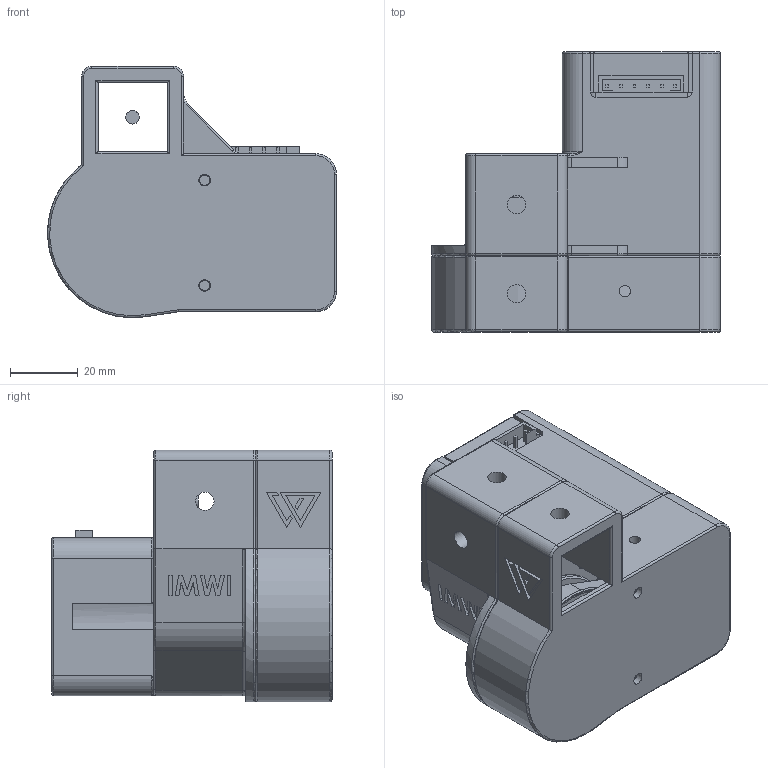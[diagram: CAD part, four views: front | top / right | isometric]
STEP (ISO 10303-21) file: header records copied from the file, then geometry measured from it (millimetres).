
FILE_DESCRIPTION(/* description */ (''),/* implementation_level */ '2;1');
FILE_NAME(/* name */ 'Gear Box.step',/* time_stamp */ '2023-01-22T10:54:15+05:30',/* author */ (''),/* organization */ (''),/* preprocessor_version */ 'ST-DEVELOPER v19.2',/* originating_system */ 'Autodesk Translation Framework v11.17.0.187',/* authorisation */ '');
FILE_SCHEMA (('AUTOMOTIVE_DESIGN { 1 0 10303 214 3 1 1 }'));
Length unit declared in the file: millimetre
Products named in the file (9): Stand_New; GearBox 3_1 v2; Gear Box; GT2_60T_8; GT2_20T_5_____________1; Belt3-4^GearBox 3_1; Gear Box Lib; Stepper 42x50; Bearing 8_16
Assembly tree (8 placements, depth 3):
  Stand_New
    GearBox 3_1 v2
      Gear Box
      GT2_60T_8
      GT2_20T_5_____________1
      Belt3-4^GearBox 3_1
      Gear Box Lib
      Stepper 42x50
      Bearing 8_16
Bounding box: 84.95 x 82.4 x 74 mm (x, y, z)
Volume: 193396.9 mm3; surface area: 83611.7 mm2
Topology: 10 solids, 10 shells, 1232 faces, 3283 edges, 2109 vertices
Faces by surface type: cylinder 680, plane 427, torus 87, bspline 23, cone 15
Full cylindrical faces by diameter (mm): 3 x12, 3.3 x1, 3.4 x9, 4 x5, 5 x3, 5.4 x4, 7 x1, 8 x2, 9 x1, 10 x2, 12 x1, 13 x1, 14 x2, 16 x3, 16.35 x2, 22 x1, 23 x1, 25 x1, 36 x1, 44 x2
Entity records: 44118 total; most frequent: CARTESIAN_POINT 11838, DIRECTION 7134, ORIENTED_EDGE 6552, EDGE_CURVE 3276, AXIS2_PLACEMENT_3D 2703, VERTEX_POINT 2109, LINE 1728, VECTOR 1728
